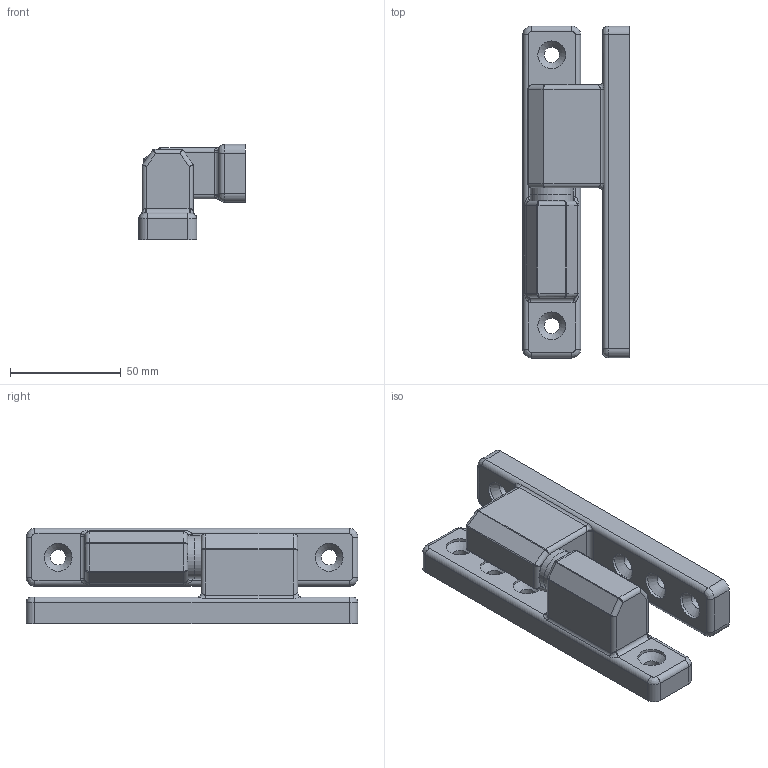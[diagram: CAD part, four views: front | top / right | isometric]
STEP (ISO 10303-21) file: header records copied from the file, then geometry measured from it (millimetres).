
FILE_DESCRIPTION(/* description */ (''),/* implementation_level */ '2;1');
FILE_NAME(/* name */ 'DR_D-1104.stp',/* time_stamp */ '2023-01-13T12:45:01+09:00',/* author */ ('user'),/* organization */ (''),/* preprocessor_version */ 'ST-DEVELOPER v15.6',/* originating_system */ 'Autodesk Inventor 2015',/* authorisation */ '');
FILE_SCHEMA (('AUTOMOTIVE_DESIGN { 1 0 10303 214 3 1 1 }'));
Products named in the file (4): 날개30; 날개35; 부싱; DR_D-1104
Bounding box: 48.1 x 150 x 43.1 mm (x, y, z)
Volume: 87002.5 mm3; surface area: 56527.8 mm2
Topology: 5 solids, 5 shells, 1482 faces, 3532 edges, 2002 vertices
Faces by surface type: bspline 592, cylinder 453, plane 183, torus 157, cone 58, sphere 39
Full cylindrical faces by diameter (mm): 3 x3, 7 x8, 10.2 x2, 10.3 x3, 12.6 x8, 13.4 x3, 13.5 x2, 19.3 x3
Entity records: 90469 total; most frequent: CARTESIAN_POINT 58311, ORIENTED_EDGE 6750, DIRECTION 5806, EDGE_CURVE 3375, AXIS2_PLACEMENT_3D 2454, VERTEX_POINT 1968, EDGE_LOOP 1529, FACE_OUTER_BOUND 1462
